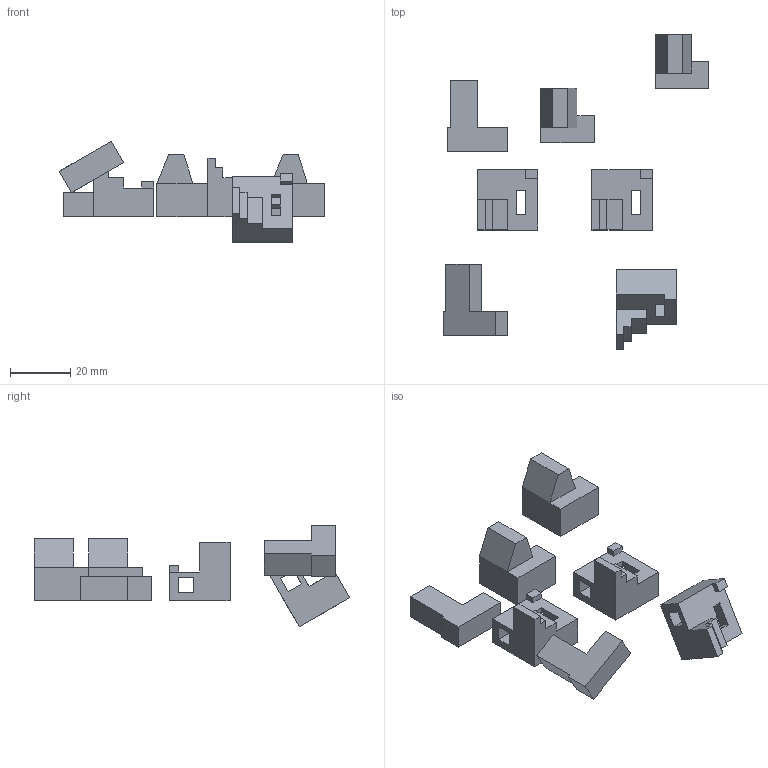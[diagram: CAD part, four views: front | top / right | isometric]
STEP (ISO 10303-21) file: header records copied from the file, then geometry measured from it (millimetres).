
FILE_DESCRIPTION(('FreeCAD Model'),'2;1');
FILE_NAME('more_objects.stp', '2019-10-24T10:38:36',('Author'),(''), 'Open CASCADE STEP processor 7.2','FreeCAD','Unknown');
FILE_SCHEMA(('AUTOMOTIVE_DESIGN_CC2 { 1 2 10303 214 -1 1 5 4 }'));
Length unit declared in the file: millimetre
Products named in the file (7): SOLID; SOLID001; SOLID002; SOLID003; SOLID004; SOLID005; SOLID006
Bounding box: 88.23 x 104.75 x 33.74 mm (x, y, z)
Volume: 24113.2 mm3; surface area: 13074.2 mm2
Topology: 7 solids, 7 shells, 122 faces, 338 edges, 224 vertices
Faces by surface type: plane 122
Entity records: 8369 total; most frequent: CARTESIAN_POINT 1361, DIRECTION 1260, LINE 1014, VECTOR 1014, ORIENTED_EDGE 676, PCURVE 676, DEFINITIONAL_REPRESENTATION 676, EDGE_CURVE 338
